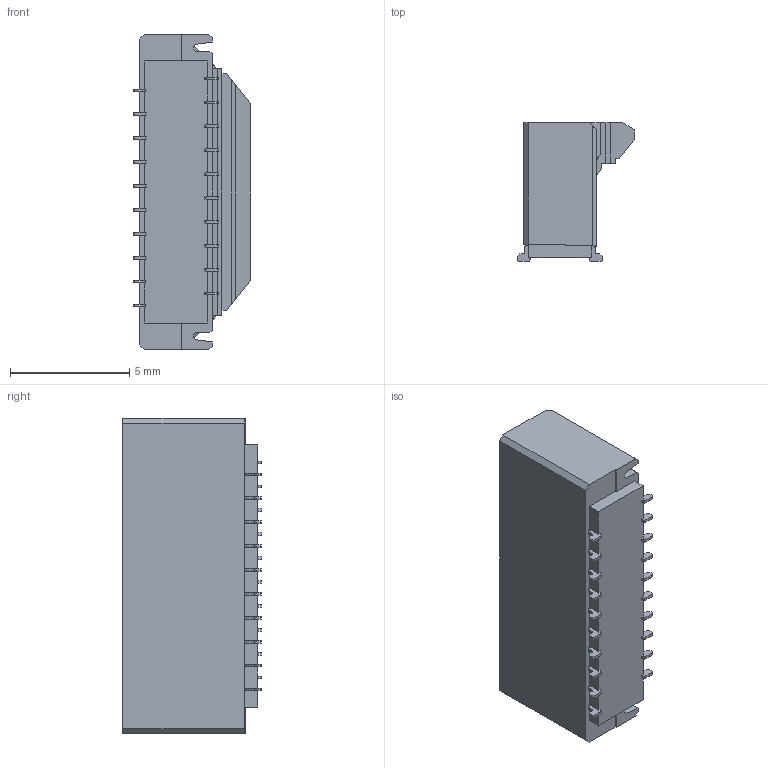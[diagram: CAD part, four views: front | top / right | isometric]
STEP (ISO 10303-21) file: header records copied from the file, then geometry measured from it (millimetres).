
FILE_DESCRIPTION(('CoCreate Modeling STEP Export'),'2;1');
FILE_NAME('FH40-20S-0.5SV.stp','2010-06-14T16:43:40',(''),(''),'CoCreate Modeling STEP processor for AP214 (Solid Model)','CoCreate Modeling 17.0 01-Apr-2010 (C) Parametric Technology GmbH','');
FILE_SCHEMA(('AUTOMOTIVE_DESIGN { 1 0 10303 214 1 1 1 1 }'));
Length unit declared in the file: millimetre
Products named in the file (1): FH40-20S-0.5SV
Bounding box: 4.9 x 5.8 x 13.2 mm (x, y, z)
Volume: 196 mm3; surface area: 446 mm2
Topology: 1 solids, 1 shells, 470 faces, 1523 edges, 1010 vertices
Faces by surface type: plane 397, cylinder 71, torus 2
Entity records: 16025 total; most frequent: ORIENTED_EDGE 3046, CARTESIAN_POINT 2954, DIRECTION 2383, EDGE_CURVE 1523, VECTOR 1285, LINE 1285, VERTEX_POINT 1010, AXIS2_PLACEMENT_3D 549
